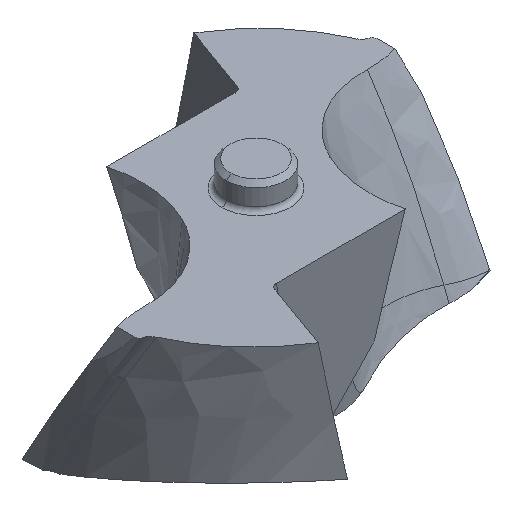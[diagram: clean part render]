
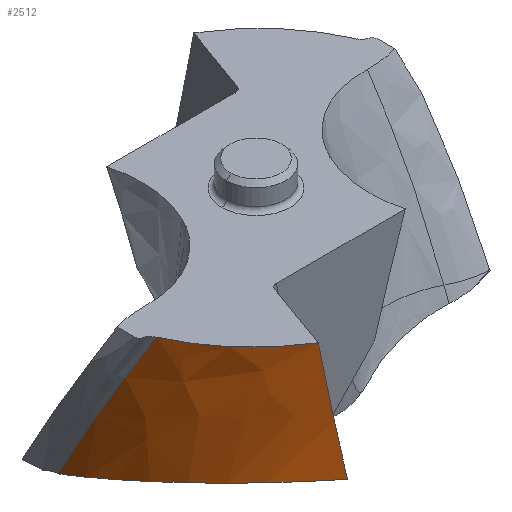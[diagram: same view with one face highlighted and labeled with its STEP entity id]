
A CAD part, isometric view. The second image highlights one B-rep face of the part: STEP entity #2512.
In plain terms, the highlighted free-form (B-spline) face has degree [3, 3] with [7, 5] control points.
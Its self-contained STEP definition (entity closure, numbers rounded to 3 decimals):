
#159=CARTESIAN_POINT('',(-3.447,-5.522,
0.));
#160=CARTESIAN_POINT('',(-3.909,-5.243,
0.));
#161=CARTESIAN_POINT('',(-4.936,-4.431,
0.));
#162=CARTESIAN_POINT('',(-5.68,-3.341,
0.));
#163=CARTESIAN_POINT('',(-5.99,-2.649,
0.));
#752=CARTESIAN_POINT('',(-6.55,0.069,
-5.021));
#770=CARTESIAN_POINT('',(-2.795,-5.851,
-4.113));
#771=CARTESIAN_POINT('',(-2.975,-5.767,
-4.08));
#772=CARTESIAN_POINT('',(-3.321,-5.586,
-4.024));
#773=CARTESIAN_POINT('',(-3.789,-5.289,
-3.969));
#774=CARTESIAN_POINT('',(-4.238,-4.948,
-3.937));
#775=CARTESIAN_POINT('',(-4.649,-4.577,
-3.931));
#776=CARTESIAN_POINT('',(-5.027,-4.171,
-3.951));
#777=CARTESIAN_POINT('',(-5.375,-3.725,
-3.997));
#778=CARTESIAN_POINT('',(-5.673,-3.267,
-4.066));
#779=CARTESIAN_POINT('',(-5.935,-2.777,
-4.161));
#780=CARTESIAN_POINT('',(-6.157,-2.253,
-4.283));
#781=CARTESIAN_POINT('',(-6.327,-1.73,
-4.423));
#782=CARTESIAN_POINT('',(-6.459,-1.147,
-4.601));
#783=CARTESIAN_POINT('',(-6.532,-0.605,
-4.784));
#784=CARTESIAN_POINT('',(-6.551,-0.205,
-4.933));
#785=CARTESIAN_POINT('',(-6.551,0.,
-5.012));
#787=CARTESIAN_POINT('',(-6.551,0.,
-5.012));
#788=CARTESIAN_POINT('',(-6.551,0.008,
-5.013));
#789=CARTESIAN_POINT('',(-6.551,0.023,
-5.015));
#790=CARTESIAN_POINT('',(-6.551,0.046,
-5.018));
#791=CARTESIAN_POINT('',(-6.55,0.061,
-5.02));
#792=CARTESIAN_POINT('',(-6.55,0.069,
-5.021));
#794=CARTESIAN_POINT('',(-6.55,0.069,
-5.021));
#795=CARTESIAN_POINT('',(-6.562,-0.461,
-4.037));
#796=CARTESIAN_POINT('',(-6.461,-1.383,
-2.363));
#797=CARTESIAN_POINT('',(-6.151,-2.286,
-0.69));
#798=CARTESIAN_POINT('',(-5.99,-2.649,
0.));
#800=CARTESIAN_POINT('',(-3.447,-5.522,
0.));
#801=CARTESIAN_POINT('',(-3.395,-5.54,
-0.311));
#802=CARTESIAN_POINT('',(-3.297,-5.575,
-0.901));
#803=CARTESIAN_POINT('',(-3.168,-5.625,
-1.684));
#804=CARTESIAN_POINT('',(-3.058,-5.677,
-2.371));
#805=CARTESIAN_POINT('',(-2.961,-5.731,
-2.992));
#806=CARTESIAN_POINT('',(-2.874,-5.788,
-3.568));
#807=CARTESIAN_POINT('',(-2.82,-5.83,
-3.935));
#808=CARTESIAN_POINT('',(-2.795,-5.851,
-4.113));
#959=CARTESIAN_POINT('',(-3.447,-5.522,
0.));
#960=VERTEX_POINT('',#959);
#961=VERTEX_POINT('',#163);
#992=CARTESIAN_POINT('',(-6.551,0.,
-5.012));
#993=VERTEX_POINT('',#992);
#994=VERTEX_POINT('',#770);
#1009=VERTEX_POINT('',#752);
#2468=CARTESIAN_POINT('',(-3.067,-5.783,
-5.072));
#2469=CARTESIAN_POINT('',(-2.674,-5.909,
-4.071));
#2470=CARTESIAN_POINT('',(-1.879,-6.147,
-2.364));
#2471=CARTESIAN_POINT('',(-0.869,-6.365,
-0.658));
#2472=CARTESIAN_POINT('',(-0.415,-6.445,
0.048));
#2473=CARTESIAN_POINT('',(-3.138,-5.745,
-5.072));
#2474=CARTESIAN_POINT('',(-2.747,-5.878,
-4.071));
#2475=CARTESIAN_POINT('',(-1.956,-6.127,
-2.364));
#2476=CARTESIAN_POINT('',(-0.947,-6.356,
-0.658));
#2477=CARTESIAN_POINT('',(-0.495,-6.442,
0.048));
#2478=CARTESIAN_POINT('',(-3.885,-5.332,
-5.072));
#2479=CARTESIAN_POINT('',(-3.512,-5.536,
-4.071));
#2480=CARTESIAN_POINT('',(-2.75,-5.904,
-2.364));
#2481=CARTESIAN_POINT('',(-1.772,-6.253,
-0.658));
#2482=CARTESIAN_POINT('',(-1.332,-6.387,
0.048));
#2483=CARTESIAN_POINT('',(-5.147,-4.268,
-5.072));
#2484=CARTESIAN_POINT('',(-4.833,-4.598,
-4.071));
#2485=CARTESIAN_POINT('',(-4.174,-5.181,
-2.364));
#2486=CARTESIAN_POINT('',(-3.299,-5.746,
-0.658));
#2487=CARTESIAN_POINT('',(-2.901,-5.97,
0.048));
#2488=CARTESIAN_POINT('',(-6.319,-2.202,
-5.072));
#2489=CARTESIAN_POINT('',(-6.15,-2.672,
-4.071));
#2490=CARTESIAN_POINT('',(-5.736,-3.496,
-2.364));
#2491=CARTESIAN_POINT('',(-5.106,-4.3,
-0.658));
#2492=CARTESIAN_POINT('',(-4.811,-4.623,
0.048));
#2493=CARTESIAN_POINT('',(-6.569,-0.629,
-5.072));
#2494=CARTESIAN_POINT('',(-6.523,-1.154,
-4.071));
#2495=CARTESIAN_POINT('',(-6.32,-2.069,
-2.364));
#2496=CARTESIAN_POINT('',(-5.901,-2.966,
-0.658));
#2497=CARTESIAN_POINT('',(-5.692,-3.327,
0.048));
#2498=CARTESIAN_POINT('',(-6.548,0.166,
-5.072));
#2499=CARTESIAN_POINT('',(-6.568,-0.374,
-4.071));
#2500=CARTESIAN_POINT('',(-6.477,-1.316,
-2.364));
#2501=CARTESIAN_POINT('',(-6.17,-2.239,
-0.658));
#2502=CARTESIAN_POINT('',(-6.007,-2.611,
0.048));
#2503=B_SPLINE_SURFACE_WITH_KNOTS('',3,3,((#2468,#2469,#2470,#2471,#2472),
(#2473,#2474,#2475,#2476,#2477),(#2478,#2479,#2480,#2481,#2482),(#2483,#2484,
#2485,#2486,#2487),(#2488,#2489,#2490,#2491,#2492),(#2493,#2494,#2495,#2496,
#2497),(#2498,#2499,#2500,#2501,#2502)),.UNSPECIFIED.,.F.,.F.,.F.,(4,1,1,1,4),
(4,1,4),(0.224,0.25,0.5,0.75,1.008),(
0.067,3.534,5.978),.UNSPECIFIED.);
#2504=ORIENTED_EDGE('',*,*,#1689,.T.);
#2505=ORIENTED_EDGE('',*,*,#1733,.T.);
#2506=ORIENTED_EDGE('',*,*,#2456,.T.);
#2507=ORIENTED_EDGE('',*,*,#1295,.F.);
#2509=ORIENTED_EDGE('',*,*,#2508,.T.);
#2510=EDGE_LOOP('',(#2504,#2505,#2506,#2507,#2509));
#2511=FACE_OUTER_BOUND('',#2510,.F.);
#164=B_SPLINE_CURVE_WITH_KNOTS('',3,(#159,#160,#161,#162,#163),.UNSPECIFIED.,
.F.,.F.,(4,1,4),(0.,0.416,1.),.UNSPECIFIED.);
#786=B_SPLINE_CURVE_WITH_KNOTS('',3,(#770,#771,#772,#773,#774,#775,#776,#777,
#778,#779,#780,#781,#782,#783,#784,#785),.UNSPECIFIED.,.F.,.F.,(4,1,1,1,1,1,1,1,
1,1,1,1,1,4),(0.,0.077,0.154,0.231,
0.308,0.385,0.462,0.538,
0.615,0.692,0.769,0.846,
0.923,1.),.UNSPECIFIED.);
#793=B_SPLINE_CURVE_WITH_KNOTS('',3,(#787,#788,#789,#790,#791,#792),
.UNSPECIFIED.,.F.,.F.,(4,1,1,4),(0.,0.333,0.667,1.),
.UNSPECIFIED.);
#799=B_SPLINE_CURVE_WITH_KNOTS('',3,(#794,#795,#796,#797,#798),.UNSPECIFIED.,
.F.,.F.,(4,1,4),(0.,0.588,1.),.UNSPECIFIED.);
#809=B_SPLINE_CURVE_WITH_KNOTS('',3,(#800,#801,#802,#803,#804,#805,#806,#807,
#808),.UNSPECIFIED.,.F.,.F.,(4,1,1,1,1,1,4),(0.,0.167,
0.333,0.5,0.667,0.833,1.),
.UNSPECIFIED.);
#1295=EDGE_CURVE('',#960,#961,#164,.T.);
#1689=EDGE_CURVE('',#994,#993,#786,.T.);
#1733=EDGE_CURVE('',#993,#1009,#793,.T.);
#2456=EDGE_CURVE('',#1009,#961,#799,.T.);
#2508=EDGE_CURVE('',#960,#994,#809,.T.);
#2512=ADVANCED_FACE('',(#2511),#2503,.F.);
